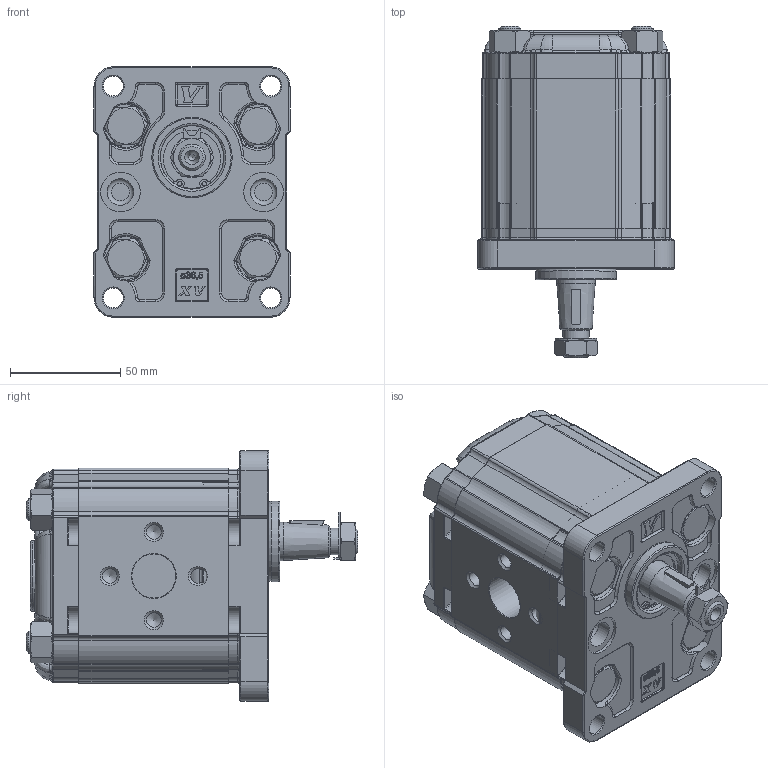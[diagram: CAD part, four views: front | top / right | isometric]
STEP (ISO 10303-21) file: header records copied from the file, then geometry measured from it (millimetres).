
FILE_DESCRIPTION( ( 'Unknown' ), '1' );
FILE_NAME( 'X2M5101EPPE.stp', 'Unknown', ( 'Unknown' ), ( 'Unknown' ), 'PSStep 14.0', 'Unknown', ' ' );
FILE_SCHEMA( ( 'AUTOMOTIVE_DESIGN { 1 0 10303 214 1 1 1 1 }' ) );
Length unit declared in the file: millimetre
Products named in the file (5): Assem1; X2M01; 2E; X2PPH68; XM201-E
Bounding box: 89 x 150.65 x 113.7 mm (x, y, z)
Surface area: 235056.9 mm2
Topology: 8 solids, 10 shells, 2806 faces, 7148 edges, 4504 vertices
Faces by surface type: plane 1106, cylinder 796, torus 340, cone 218, extrusion 204, bspline 134, sphere 8
Full cylindrical faces by diameter (mm): 2 x4, 6.647 x16, 9 x8, 10 x8, 11.445 x2, 11.5 x8, 12 x8, 12.5 x2, 16 x8, 17.42 x2, 18 x6, 20 x4, 20.595 x2, 23.332 x2, 25.834 x2, 28.5 x2, 28.56 x2, 28.57 x2, 28.8 x2, 30.5 x2, 36.5 x2
Entity records: 59969 total; most frequent: CARTESIAN_POINT 15794, ORIENTED_EDGE 6814, DIRECTION 6697, EDGE_CURVE 3407, AXIS2_PLACEMENT_3D 2451, VERTEX_POINT 2207, VECTOR 1795, LINE 1693
